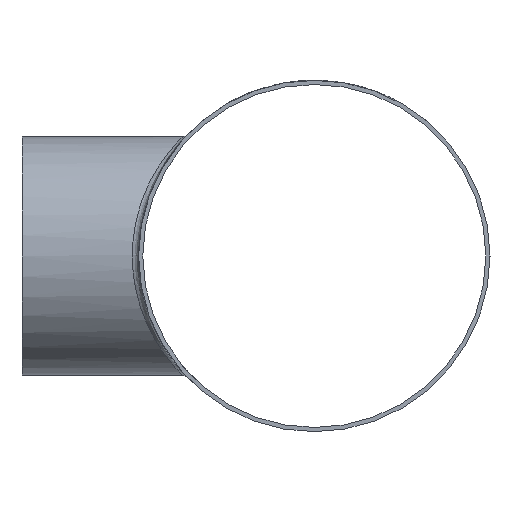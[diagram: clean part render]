
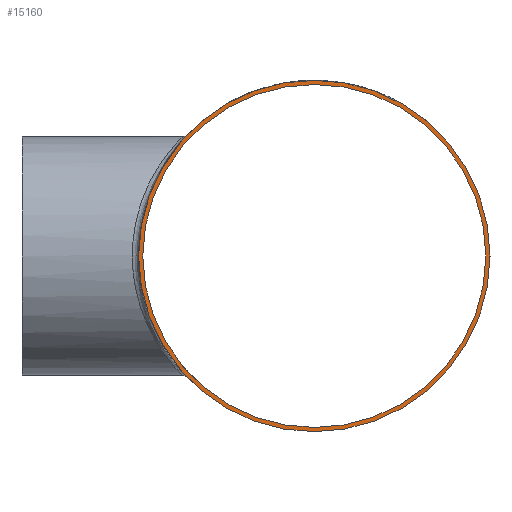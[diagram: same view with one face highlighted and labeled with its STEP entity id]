
A CAD part, left-side view. The second image highlights one B-rep face of the part: STEP entity #15160.
In plain terms, the highlighted planar face has unit normal (-1, 0, 0).
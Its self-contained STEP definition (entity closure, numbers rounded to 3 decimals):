
#3211 = CIRCLE ( 'NONE', #16672, 82.15 ) ;
#5448 = AXIS2_PLACEMENT_3D ( 'NONE', #17280, #20527, #18780 ) ;
#7011 = EDGE_LOOP ( 'NONE', ( #20914 ) ) ;
#9015 = CARTESIAN_POINT ( 'NONE',  ( -170., 0., 84.15 ) ) ;
#9166 = ORIENTED_EDGE ( 'NONE', *, *, #12658, .T. ) ;
#10108 = FACE_OUTER_BOUND ( 'NONE', #14976, .T. ) ;
#10694 = DIRECTION ( 'NONE',  ( 0., 0., 1. ) ) ;
#11377 = CIRCLE ( 'NONE', #18852, 84.15 ) ;
#12013 = CARTESIAN_POINT ( 'NONE',  ( -170., 0., 0. ) ) ;
#12658 = EDGE_CURVE ( 'NONE', #21538, #21538, #11377, .T. ) ;
#13409 = FACE_BOUND ( 'NONE', #7011, .T. ) ;
#14976 = EDGE_LOOP ( 'NONE', ( #9166 ) ) ;
#15160 = ADVANCED_FACE ( 'NONE', ( #13409, #10108 ), #15396, .T. ) ;
#15396 = PLANE ( 'NONE',  #5448 ) ;
#15539 = DIRECTION ( 'NONE',  ( -1., 0., 0. ) ) ;
#16672 = AXIS2_PLACEMENT_3D ( 'NONE', #21671, #17966, #10694 ) ;
#17235 = VERTEX_POINT ( 'NONE', #18509 ) ;
#17280 = CARTESIAN_POINT ( 'NONE',  ( -170., 0., 0. ) ) ;
#17345 = EDGE_CURVE ( 'NONE', #17235, #17235, #3211, .T. ) ;
#17966 = DIRECTION ( 'NONE',  ( -1., 0., 0. ) ) ;
#18509 = CARTESIAN_POINT ( 'NONE',  ( -170., 0., 82.15 ) ) ;
#18780 = DIRECTION ( 'NONE',  ( 0., 0., 1. ) ) ;
#18852 = AXIS2_PLACEMENT_3D ( 'NONE', #12013, #15539, #22984 ) ;
#20527 = DIRECTION ( 'NONE',  ( -1., 0., 0. ) ) ;
#20914 = ORIENTED_EDGE ( 'NONE', *, *, #17345, .F. ) ;
#21538 = VERTEX_POINT ( 'NONE', #9015 ) ;
#21671 = CARTESIAN_POINT ( 'NONE',  ( -170., 0., 0. ) ) ;
#22984 = DIRECTION ( 'NONE',  ( 0., 0., 1. ) ) ;
